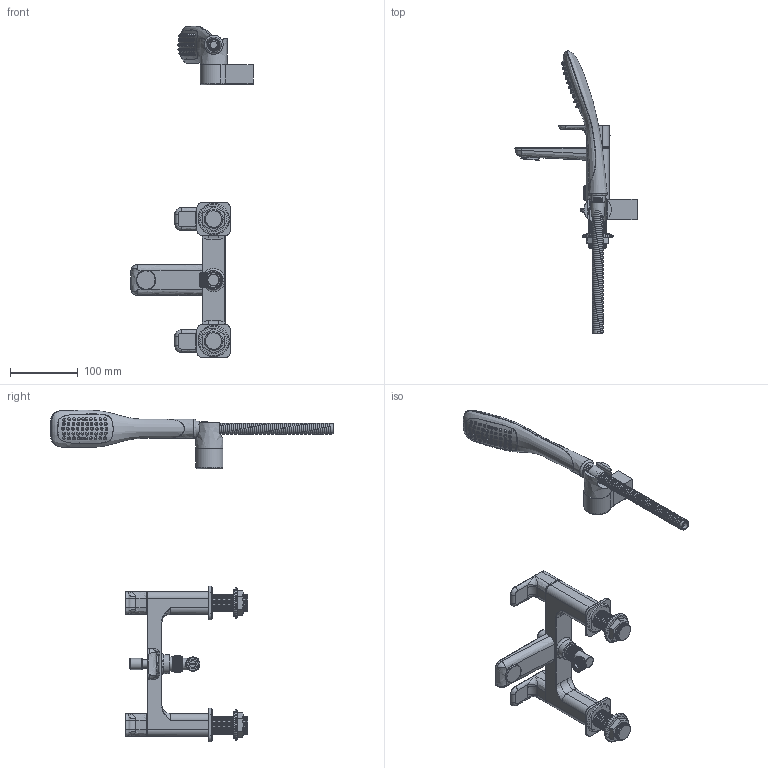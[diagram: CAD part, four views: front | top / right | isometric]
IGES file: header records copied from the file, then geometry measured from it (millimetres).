
Global section: file name: 102023; native system: AutoCAD 2016 - English; preprocessor: Autodesk Translation Framework DWG producer (atf_dwg_producer); organization: unknown; date: 20180528.165916; units: millimetre
Bounding box: 180 x 417.39 x 489.66 mm (x, y, z)
Volume: 855075.6 mm3; surface area: 216819.2 mm2
Topology: 31 solids, 31 shells, 1266 faces, 3356 edges, 2252 vertices
Faces by surface type: bspline 1266
